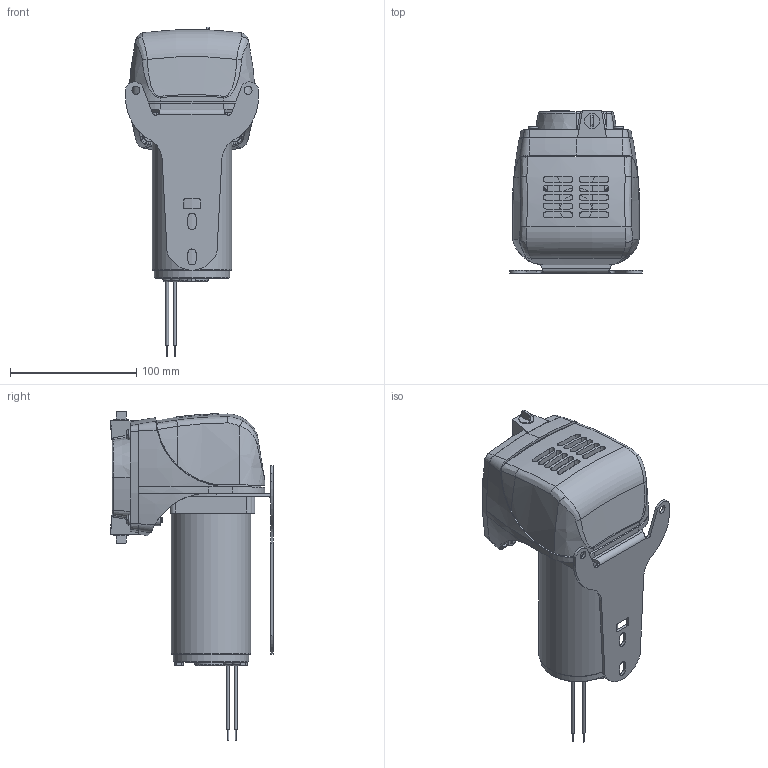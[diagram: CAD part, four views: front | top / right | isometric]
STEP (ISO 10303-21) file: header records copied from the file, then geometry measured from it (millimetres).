
FILE_DESCRIPTION (( 'STEP AP214' ), '1' );
FILE_NAME ('22D1180-204-1005.STEP', '2025-05-02T15:20:21', ( '' ), ( '' ), 'SwSTEP 2.0', 'SolidWorks 2023', '' );
FILE_SCHEMA (( 'AUTOMOTIVE_DESIGN' ));
Length unit declared in the file: inch
Products named in the file (10): HDC1003; DPH1001; 22D1180-204-1005; ACC1043rE; CVR1001; BKT1001; AE551; SCR1001; MTR1005; RPL1003
Assembly tree (12 placements, depth 2):
  22D1180-204-1005
    ACC1043rE
    DPH1001
    MTR1005
    CVR1001
    HDC1003
    BKT1001
    SCR1001  x4
    AE551  x2
  RPL1003
Bounding box: 105.41 x 129.19 x 261.7 mm (x, y, z)
Volume: 676355.4 mm3; surface area: 188095.8 mm2
Topology: 14 solids, 14 shells, 962 faces, 2605 edges, 1698 vertices
Faces by surface type: plane 393, bspline 228, cylinder 177, cone 88, torus 61, sphere 15
Full cylindrical faces by diameter (mm): 1.016 x2, 2.286 x2, 4.2 x2, 4.242 x4, 5.105 x3, 6.35 x2, 6.807 x3, 7.112 x4, 7.931 x1, 8.636 x2, 11.906 x2, 25.4 x3, 36.576 x1, 59.952 x1, 63 x1, 78.232 x1, 79.756 x1, 82.423 x1, 83.172 x1
Entity records: 33751 total; most frequent: CARTESIAN_POINT 13660, ORIENTED_EDGE 4334, DIRECTION 3623, EDGE_CURVE 2167, VERTEX_POINT 1462, AXIS2_PLACEMENT_3D 1396, EDGE_LOOP 1063, FACE_OUTER_BOUND 900
